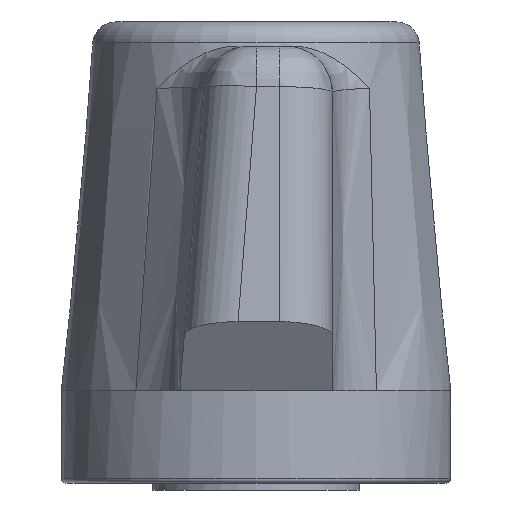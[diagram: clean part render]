
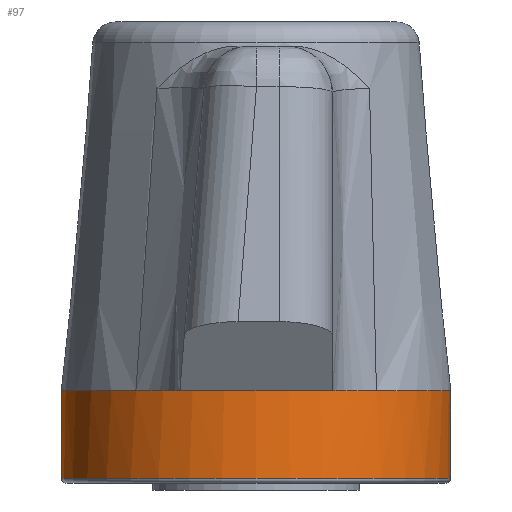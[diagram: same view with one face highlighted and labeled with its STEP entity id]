
A CAD part, front view. The second image highlights one B-rep face of the part: STEP entity #97.
In plain terms, the highlighted cylindrical face has radius 8.45 mm (diameter 16.9 mm), a full revolution.
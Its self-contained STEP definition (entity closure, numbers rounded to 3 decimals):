
#97 = ADVANCED_FACE( '', ( #224, #225 ), #226, .T. );
#224 = FACE_OUTER_BOUND( '', #697, .T. );
#225 = FACE_OUTER_BOUND( '', #698, .T. );
#226 = CYLINDRICAL_SURFACE( '', #699, 8.45 );
#697 = EDGE_LOOP( '', ( #1357 ) );
#698 = EDGE_LOOP( '', ( #1358, #1359, #1360, #1361 ) );
#699 = AXIS2_PLACEMENT_3D( '', #1362, #1363, #1364 );
#1357 = ORIENTED_EDGE( '', *, *, #1671, .T. );
#1358 = ORIENTED_EDGE( '', *, *, #1672, .F. );
#1359 = ORIENTED_EDGE( '', *, *, #1673, .F. );
#1360 = ORIENTED_EDGE( '', *, *, #1674, .F. );
#1361 = ORIENTED_EDGE( '', *, *, #1675, .F. );
#1362 = CARTESIAN_POINT( '', ( 0., 0., 20. ) );
#1363 = DIRECTION( '', ( 0., 0., -1. ) );
#1364 = DIRECTION( '', ( 1., 0., 0. ) );
#1671 = EDGE_CURVE( '', #1854, #1854, #1855, .T. );
#1672 = EDGE_CURVE( '', #1856, #1857, #1858, .T. );
#1673 = EDGE_CURVE( '', #1859, #1856, #1860, .T. );
#1674 = EDGE_CURVE( '', #1861, #1859, #1862, .T. );
#1675 = EDGE_CURVE( '', #1857, #1861, #1863, .T. );
#1854 = VERTEX_POINT( '', #2181 );
#1855 = CIRCLE( '', #2182, 8.45 );
#1856 = VERTEX_POINT( '', #2183 );
#1857 = VERTEX_POINT( '', #2184 );
#1858 = CIRCLE( '', #2185, 8.45 );
#1859 = VERTEX_POINT( '', #2186 );
#1860 = CIRCLE( '', #2187, 8.45 );
#1861 = VERTEX_POINT( '', #2188 );
#1862 = CIRCLE( '', #2189, 8.45 );
#1863 = CIRCLE( '', #2190, 8.45 );
#2181 = CARTESIAN_POINT( '', ( 8.45, 0., 0.2 ) );
#2182 = AXIS2_PLACEMENT_3D( '', #2742, #2743, #2744 );
#2183 = CARTESIAN_POINT( '', ( 5.21, 6.653, 4. ) );
#2184 = CARTESIAN_POINT( '', ( -5.222, 6.643, 4. ) );
#2185 = AXIS2_PLACEMENT_3D( '', #2745, #2746, #2747 );
#2186 = CARTESIAN_POINT( '', ( 5.222, -6.643, 4. ) );
#2187 = AXIS2_PLACEMENT_3D( '', #2748, #2749, #2750 );
#2188 = CARTESIAN_POINT( '', ( -5.21, -6.653, 4. ) );
#2189 = AXIS2_PLACEMENT_3D( '', #2751, #2752, #2753 );
#2190 = AXIS2_PLACEMENT_3D( '', #2754, #2755, #2756 );
#2742 = CARTESIAN_POINT( '', ( 0., 0., 0.2 ) );
#2743 = DIRECTION( '', ( 0., 0., 1. ) );
#2744 = DIRECTION( '', ( 1., 0., 0. ) );
#2745 = CARTESIAN_POINT( '', ( 0., 0., 4. ) );
#2746 = DIRECTION( '', ( 0., 0., 1. ) );
#2747 = DIRECTION( '', ( 1., 0., 0. ) );
#2748 = CARTESIAN_POINT( '', ( 0., 0., 4. ) );
#2749 = DIRECTION( '', ( 0., 0., 1. ) );
#2750 = DIRECTION( '', ( 1., 0., 0. ) );
#2751 = CARTESIAN_POINT( '', ( 0., 0., 4. ) );
#2752 = DIRECTION( '', ( 0., 0., 1. ) );
#2753 = DIRECTION( '', ( 1., 0., 0. ) );
#2754 = CARTESIAN_POINT( '', ( 0., 0., 4. ) );
#2755 = DIRECTION( '', ( 0., 0., 1. ) );
#2756 = DIRECTION( '', ( 1., 0., 0. ) );
